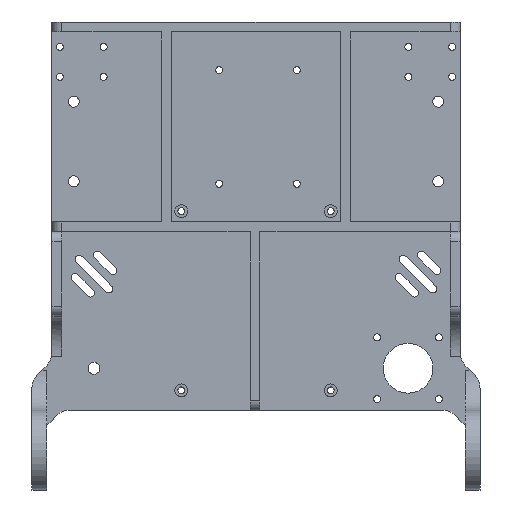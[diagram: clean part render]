
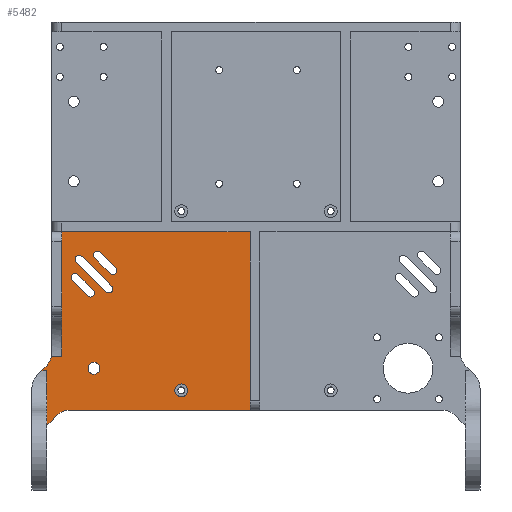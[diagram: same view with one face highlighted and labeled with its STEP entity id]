
A CAD part, top view. The second image highlights one B-rep face of the part: STEP entity #5482.
In plain terms, the highlighted planar face has unit normal (0, 0, 1).
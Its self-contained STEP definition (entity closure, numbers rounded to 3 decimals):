
#78=FACE_BOUND('',#845,.T.);
#79=FACE_BOUND('',#846,.T.);
#80=FACE_BOUND('',#847,.T.);
#81=FACE_BOUND('',#848,.T.);
#82=FACE_BOUND('',#849,.T.);
#128=CIRCLE('',#5759,3.25);
#203=CIRCLE('',#5864,10.);
#204=CIRCLE('',#5865,7.5);
#205=CIRCLE('',#5866,3.);
#206=CIRCLE('',#5867,2.);
#207=CIRCLE('',#5868,2.);
#208=CIRCLE('',#5869,2.);
#209=CIRCLE('',#5870,2.);
#210=CIRCLE('',#5871,2.);
#211=CIRCLE('',#5872,2.);
#511=FACE_OUTER_BOUND('',#844,.T.);
#844=EDGE_LOOP('',(#4493,#4494,#4495,#4496,#4497,#4498,#4499,#4500,#4501,
#4502,#4503));
#845=EDGE_LOOP('',(#4504));
#846=EDGE_LOOP('',(#4505));
#847=EDGE_LOOP('',(#4506,#4507,#4508,#4509));
#848=EDGE_LOOP('',(#4510,#4511,#4512,#4513));
#849=EDGE_LOOP('',(#4514,#4515,#4516,#4517));
#1382=LINE('',#8318,#2013);
#1427=LINE('',#8495,#2058);
#1481=LINE('',#8715,#2112);
#1482=LINE('',#8729,#2113);
#1483=LINE('',#8731,#2114);
#1484=LINE('',#8733,#2115);
#1485=LINE('',#8737,#2116);
#1486=LINE('',#8739,#2117);
#1487=LINE('',#8740,#2118);
#1488=LINE('',#8745,#2119);
#1489=LINE('',#8749,#2120);
#1490=LINE('',#8753,#2121);
#1491=LINE('',#8757,#2122);
#1492=LINE('',#8761,#2123);
#1493=LINE('',#8765,#2124);
#2013=VECTOR('',#6700,10.);
#2058=VECTOR('',#6883,10.);
#2112=VECTOR('',#7061,10.);
#2113=VECTOR('',#7068,10.);
#2114=VECTOR('',#7069,10.);
#2115=VECTOR('',#7070,10.);
#2116=VECTOR('',#7073,10.);
#2117=VECTOR('',#7074,10.);
#2118=VECTOR('',#7075,10.);
#2119=VECTOR('',#7078,10.);
#2120=VECTOR('',#7081,10.);
#2121=VECTOR('',#7084,10.);
#2122=VECTOR('',#7087,10.);
#2123=VECTOR('',#7090,10.);
#2124=VECTOR('',#7093,10.);
#2508=VERTEX_POINT('',#8311);
#2510=VERTEX_POINT('',#8317);
#2531=VERTEX_POINT('',#8376);
#2573=VERTEX_POINT('',#8494);
#2670=VERTEX_POINT('',#8712);
#2671=VERTEX_POINT('',#8714);
#2673=VERTEX_POINT('',#8727);
#2674=VERTEX_POINT('',#8730);
#2675=VERTEX_POINT('',#8732);
#2676=VERTEX_POINT('',#8734);
#2677=VERTEX_POINT('',#8736);
#2678=VERTEX_POINT('',#8738);
#2679=VERTEX_POINT('',#8741);
#2680=VERTEX_POINT('',#8743);
#2681=VERTEX_POINT('',#8744);
#2682=VERTEX_POINT('',#8746);
#2683=VERTEX_POINT('',#8748);
#2684=VERTEX_POINT('',#8751);
#2685=VERTEX_POINT('',#8752);
#2686=VERTEX_POINT('',#8754);
#2687=VERTEX_POINT('',#8756);
#2688=VERTEX_POINT('',#8759);
#2689=VERTEX_POINT('',#8760);
#2690=VERTEX_POINT('',#8762);
#2691=VERTEX_POINT('',#8764);
#3165=EDGE_CURVE('',#2508,#2510,#1382,.T.);
#3194=EDGE_CURVE('',#2531,#2531,#128,.T.);
#3251=EDGE_CURVE('',#2573,#2510,#1427,.T.);
#3359=EDGE_CURVE('',#2670,#2671,#1481,.T.);
#3362=EDGE_CURVE('',#2673,#2508,#203,.T.);
#3363=EDGE_CURVE('',#2673,#2671,#1482,.F.);
#3364=EDGE_CURVE('',#2670,#2674,#1483,.T.);
#3365=EDGE_CURVE('',#2675,#2674,#1484,.T.);
#3366=EDGE_CURVE('',#2676,#2675,#204,.T.);
#3367=EDGE_CURVE('',#2676,#2677,#1485,.T.);
#3368=EDGE_CURVE('',#2677,#2678,#1486,.T.);
#3369=EDGE_CURVE('',#2678,#2573,#1487,.T.);
#3370=EDGE_CURVE('',#2679,#2679,#205,.T.);
#3371=EDGE_CURVE('',#2680,#2681,#1488,.T.);
#3372=EDGE_CURVE('',#2682,#2681,#206,.T.);
#3373=EDGE_CURVE('',#2682,#2683,#1489,.T.);
#3374=EDGE_CURVE('',#2680,#2683,#207,.T.);
#3375=EDGE_CURVE('',#2684,#2685,#1490,.T.);
#3376=EDGE_CURVE('',#2686,#2685,#208,.T.);
#3377=EDGE_CURVE('',#2686,#2687,#1491,.T.);
#3378=EDGE_CURVE('',#2684,#2687,#209,.T.);
#3379=EDGE_CURVE('',#2688,#2689,#1492,.T.);
#3380=EDGE_CURVE('',#2690,#2689,#210,.T.);
#3381=EDGE_CURVE('',#2690,#2691,#1493,.T.);
#3382=EDGE_CURVE('',#2688,#2691,#211,.T.);
#4493=ORIENTED_EDGE('',*,*,#3165,.F.);
#4494=ORIENTED_EDGE('',*,*,#3362,.F.);
#4495=ORIENTED_EDGE('',*,*,#3363,.T.);
#4496=ORIENTED_EDGE('',*,*,#3359,.F.);
#4497=ORIENTED_EDGE('',*,*,#3364,.T.);
#4498=ORIENTED_EDGE('',*,*,#3365,.F.);
#4499=ORIENTED_EDGE('',*,*,#3366,.F.);
#4500=ORIENTED_EDGE('',*,*,#3367,.T.);
#4501=ORIENTED_EDGE('',*,*,#3368,.T.);
#4502=ORIENTED_EDGE('',*,*,#3369,.T.);
#4503=ORIENTED_EDGE('',*,*,#3251,.T.);
#4504=ORIENTED_EDGE('',*,*,#3194,.T.);
#4505=ORIENTED_EDGE('',*,*,#3370,.T.);
#4506=ORIENTED_EDGE('',*,*,#3371,.T.);
#4507=ORIENTED_EDGE('',*,*,#3372,.F.);
#4508=ORIENTED_EDGE('',*,*,#3373,.T.);
#4509=ORIENTED_EDGE('',*,*,#3374,.F.);
#4510=ORIENTED_EDGE('',*,*,#3375,.T.);
#4511=ORIENTED_EDGE('',*,*,#3376,.F.);
#4512=ORIENTED_EDGE('',*,*,#3377,.T.);
#4513=ORIENTED_EDGE('',*,*,#3378,.F.);
#4514=ORIENTED_EDGE('',*,*,#3379,.T.);
#4515=ORIENTED_EDGE('',*,*,#3380,.F.);
#4516=ORIENTED_EDGE('',*,*,#3381,.T.);
#4517=ORIENTED_EDGE('',*,*,#3382,.F.);
#5268=PLANE('',#5863);
#5482=ADVANCED_FACE('',(#511,#78,#79,#80,#81,#82),#5268,.T.);
#5759=AXIS2_PLACEMENT_3D('',#8378,#6767,#6768);
#5863=AXIS2_PLACEMENT_3D('',#8726,#7064,#7065);
#5864=AXIS2_PLACEMENT_3D('',#8728,#7066,#7067);
#5865=AXIS2_PLACEMENT_3D('',#8735,#7071,#7072);
#5866=AXIS2_PLACEMENT_3D('',#8742,#7076,#7077);
#5867=AXIS2_PLACEMENT_3D('',#8747,#7079,#7080);
#5868=AXIS2_PLACEMENT_3D('',#8750,#7082,#7083);
#5869=AXIS2_PLACEMENT_3D('',#8755,#7085,#7086);
#5870=AXIS2_PLACEMENT_3D('',#8758,#7088,#7089);
#5871=AXIS2_PLACEMENT_3D('',#8763,#7091,#7092);
#5872=AXIS2_PLACEMENT_3D('',#8766,#7094,#7095);
#6700=DIRECTION('',(1.,0.,0.));
#6767=DIRECTION('center_axis',(0.,0.,-1.));
#6768=DIRECTION('ref_axis',(-1.,0.,0.));
#6883=DIRECTION('',(0.,-1.,0.));
#7061=DIRECTION('',(-1.,0.,0.));
#7064=DIRECTION('center_axis',(0.,0.,1.));
#7065=DIRECTION('ref_axis',(1.,0.,0.));
#7066=DIRECTION('center_axis',(0.,0.,1.));
#7067=DIRECTION('ref_axis',(0.924,-0.383,0.));
#7068=DIRECTION('',(0.707,0.707,0.));
#7069=DIRECTION('',(0.,-1.,0.));
#7070=DIRECTION('',(-0.707,-0.707,0.));
#7071=DIRECTION('center_axis',(0.,0.,1.));
#7072=DIRECTION('ref_axis',(-0.383,0.924,0.));
#7073=DIRECTION('',(1.,0.,0.));
#7074=DIRECTION('',(0.,1.,0.));
#7075=DIRECTION('',(-1.,0.,0.));
#7076=DIRECTION('center_axis',(0.,0.,-1.));
#7077=DIRECTION('ref_axis',(-1.,0.,0.));
#7078=DIRECTION('',(0.707,-0.707,0.));
#7079=DIRECTION('center_axis',(0.,0.,1.));
#7080=DIRECTION('ref_axis',(0.,-1.,0.));
#7081=DIRECTION('',(-0.707,0.707,0.));
#7082=DIRECTION('center_axis',(0.,0.,1.));
#7083=DIRECTION('ref_axis',(0.,1.,0.));
#7084=DIRECTION('',(-0.707,0.707,0.));
#7085=DIRECTION('center_axis',(0.,0.,1.));
#7086=DIRECTION('ref_axis',(0.,1.,0.));
#7087=DIRECTION('',(0.707,-0.707,0.));
#7088=DIRECTION('center_axis',(0.,0.,1.));
#7089=DIRECTION('ref_axis',(0.,-1.,0.));
#7090=DIRECTION('',(-0.707,0.707,0.));
#7091=DIRECTION('center_axis',(0.,0.,1.));
#7092=DIRECTION('ref_axis',(0.,1.,0.));
#7093=DIRECTION('',(0.707,-0.707,0.));
#7094=DIRECTION('center_axis',(0.,0.,1.));
#7095=DIRECTION('ref_axis',(0.,-1.,0.));
#8311=CARTESIAN_POINT('',(-39.066,-87.385,7.5));
#8317=CARTESIAN_POINT('',(-33.895,-87.385,7.5));
#8318=CARTESIAN_POINT('',(12.355,-87.385,7.5));
#8376=CARTESIAN_POINT('',(29.355,-104.685,7.5));
#8378=CARTESIAN_POINT('Origin',(26.105,-104.685,7.5));
#8494=CARTESIAN_POINT('',(-33.895,-25.085,7.5));
#8495=CARTESIAN_POINT('',(-33.895,-43.535,7.5));
#8712=CARTESIAN_POINT('',(-41.395,-94.685,7.5));
#8714=CARTESIAN_POINT('',(-43.895,-94.685,7.5));
#8715=CARTESIAN_POINT('',(16.105,-94.685,7.5));
#8726=CARTESIAN_POINT('Origin',(63.605,-19.685,7.5));
#8727=CARTESIAN_POINT('',(-41.824,-92.614,7.5));
#8728=CARTESIAN_POINT('Origin',(-48.895,-85.543,7.5));
#8729=CARTESIAN_POINT('',(1.73,-49.06,7.5));
#8730=CARTESIAN_POINT('',(-41.395,-122.185,7.5));
#8731=CARTESIAN_POINT('',(-41.395,-67.185,7.5));
#8732=CARTESIAN_POINT('',(-36.092,-116.882,7.5));
#8733=CARTESIAN_POINT('',(12.355,-68.435,7.5));
#8734=CARTESIAN_POINT('',(-30.788,-114.685,7.5));
#8735=CARTESIAN_POINT('Origin',(-30.788,-122.185,7.5));
#8736=CARTESIAN_POINT('',(60.605,-114.685,7.5));
#8737=CARTESIAN_POINT('',(166.105,-114.685,7.5));
#8738=CARTESIAN_POINT('',(60.605,-25.085,7.5));
#8739=CARTESIAN_POINT('',(60.605,-22.385,7.5));
#8740=CARTESIAN_POINT('',(12.355,-25.085,7.5));
#8741=CARTESIAN_POINT('',(-14.745,-93.535,7.5));
#8742=CARTESIAN_POINT('Origin',(-17.745,-93.535,7.5));
#8743=CARTESIAN_POINT('',(-14.563,-35.275,7.5));
#8744=CARTESIAN_POINT('',(-6.785,-43.053,7.5));
#8745=CARTESIAN_POINT('',(0.375,-50.212,7.5));
#8746=CARTESIAN_POINT('',(-9.613,-45.882,7.5));
#8747=CARTESIAN_POINT('Origin',(-8.199,-44.467,7.5));
#8748=CARTESIAN_POINT('',(-17.391,-38.103,7.5));
#8749=CARTESIAN_POINT('',(2.849,-58.344,7.5));
#8750=CARTESIAN_POINT('Origin',(-15.977,-36.689,7.5));
#8751=CARTESIAN_POINT('',(-20.927,-57.195,7.5));
#8752=CARTESIAN_POINT('',(-28.705,-49.417,7.5));
#8753=CARTESIAN_POINT('',(-8.464,-69.658,7.5));
#8754=CARTESIAN_POINT('',(-25.877,-46.589,7.5));
#8755=CARTESIAN_POINT('Origin',(-27.291,-48.003,7.5));
#8756=CARTESIAN_POINT('',(-18.098,-54.367,7.5));
#8757=CARTESIAN_POINT('',(-10.939,-61.526,7.5));
#8758=CARTESIAN_POINT('Origin',(-19.513,-55.781,7.5));
#8759=CARTESIAN_POINT('',(-11.734,-55.074,7.5));
#8760=CARTESIAN_POINT('',(-26.584,-40.225,7.5));
#8761=CARTESIAN_POINT('',(-1.04,-65.769,7.5));
#8762=CARTESIAN_POINT('',(-23.755,-37.396,7.5));
#8763=CARTESIAN_POINT('Origin',(-25.169,-38.811,7.5));
#8764=CARTESIAN_POINT('',(-8.906,-52.246,7.5));
#8765=CARTESIAN_POINT('',(-7.05,-54.102,7.5));
#8766=CARTESIAN_POINT('Origin',(-10.32,-53.66,7.5));
